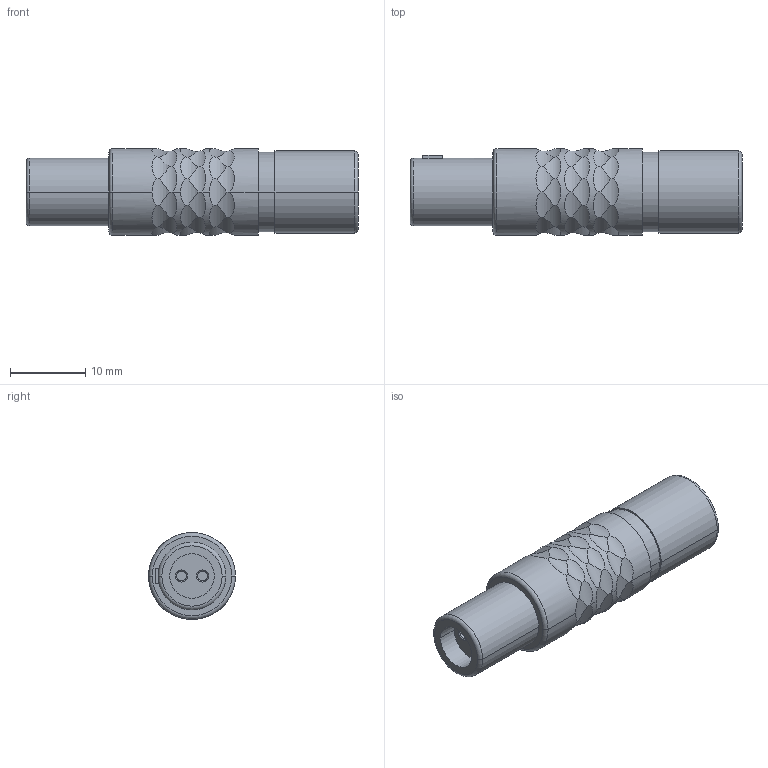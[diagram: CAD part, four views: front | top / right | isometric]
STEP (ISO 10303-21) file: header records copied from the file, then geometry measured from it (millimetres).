
FILE_DESCRIPTION((''),'2;1');
FILE_NAME('S11L0C-P02L','2022-03-29T15:54:06',('RTrager'),(''),'CREO PARAMETRIC BY PTC INC, 2020184','CREO PARAMETRIC BY PTC INC, 2020184','');
FILE_SCHEMA(('AP242_MANAGED_MODEL_BASED_3D_ENGINEERING_MIM_LF { 1 0 10303 442 1 1 4 }'));
Length unit declared in the file: millimetre
Products named in the file (1): S11L0C-P02L
Bounding box: 44 x 11.5 x 11.5 mm (x, y, z)
Volume: 3217 mm3; surface area: 2253.9 mm2
Topology: 1 solids, 1 shells, 140 faces, 361 edges, 234 vertices
Faces by surface type: cylinder 100, plane 24, torus 8, cone 4, bspline 4
Entity records: 7792 total; most frequent: CARTESIAN_POINT 3714, ORIENTED_EDGE 722, DIRECTION 507, EDGE_CURVE 361, VERTEX_POINT 234, AXIS2_PLACEMENT_3D 216, B_SPLINE_CURVE_WITH_KNOTS 206, EDGE_LOOP 151
